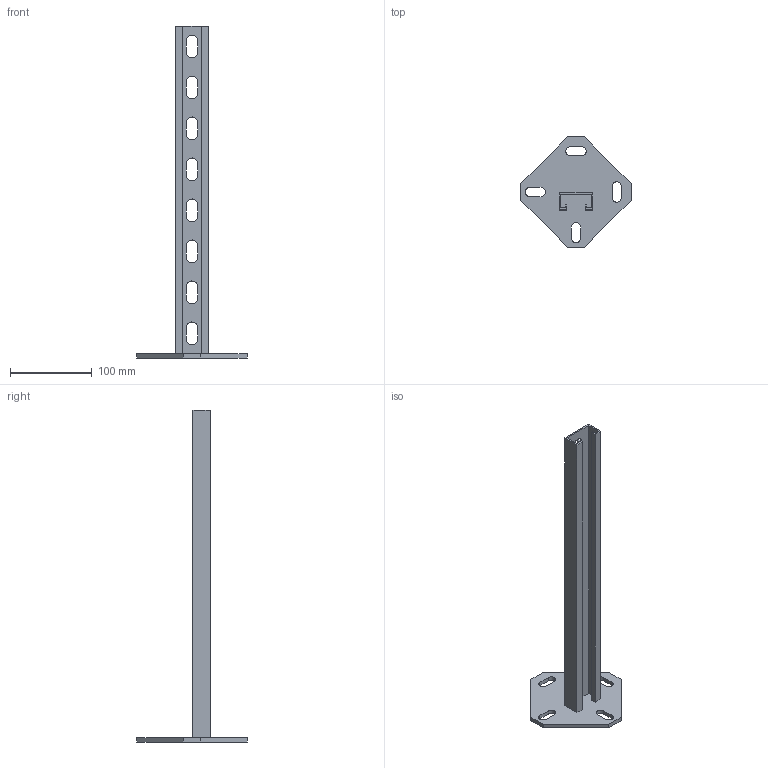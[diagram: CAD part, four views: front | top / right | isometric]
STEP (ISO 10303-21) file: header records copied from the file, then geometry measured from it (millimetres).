
FILE_DESCRIPTION (( 'STEP AP214' ), '1' );
FILE_NAME ('6342754.STEP', '2019-12-02T10:17:28', ( '' ), ( '' ), 'SwSTEP 2.0', 'SolidWorks 2018', '' );
FILE_SCHEMA (( 'AUTOMOTIVE_DESIGN' ));
Length unit declared in the file: millimetre
Products named in the file (3): 6342754; 011035_L=0400; 055764_H=17
Assembly tree (2 placements, depth 2):
  6342754
    055764_H=17
    011035_L=0400
Bounding box: 134.35 x 134.35 x 405 mm (x, y, z)
Volume: 129270.3 mm3; surface area: 103743.9 mm2
Topology: 2 solids, 2 shells, 110 faces, 318 edges, 212 vertices
Faces by surface type: plane 76, cylinder 34
Entity records: 3768 total; most frequent: CARTESIAN_POINT 645, ORIENTED_EDGE 636, DIRECTION 616, EDGE_CURVE 318, VECTOR 250, LINE 250, VERTEX_POINT 212, AXIS2_PLACEMENT_3D 183
